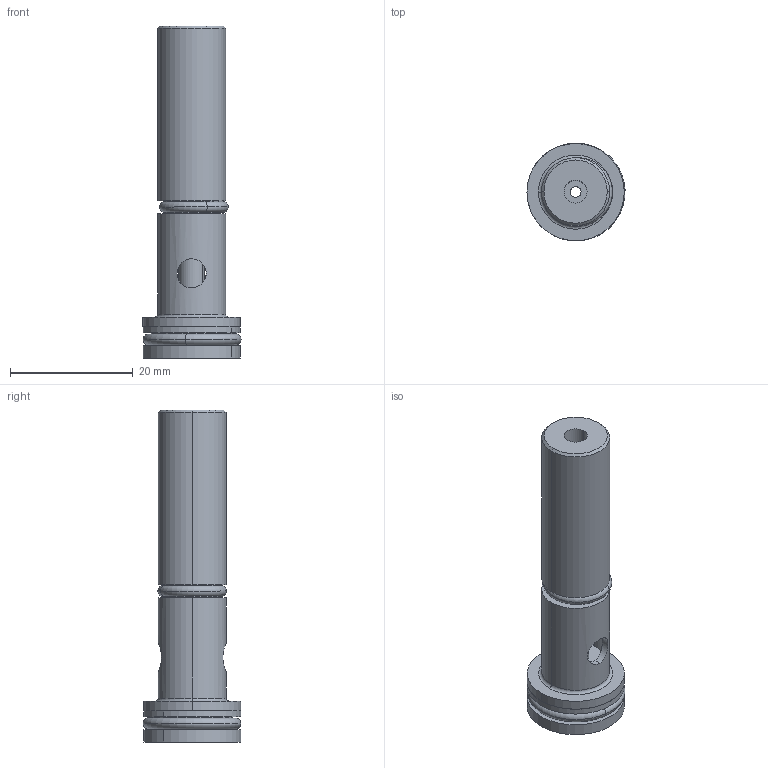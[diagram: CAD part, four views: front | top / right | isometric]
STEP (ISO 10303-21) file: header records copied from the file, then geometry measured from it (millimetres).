
FILE_DESCRIPTION (( 'STEP AP214' ), '1' );
FILE_NAME ('IAV-147.STEP', '2009-07-16T17:08:17', ( 'Valued Customer' ), ( 'Air-Vac Engineering' ), 'SwSTEP 2.0', 'SolidWorks 2008', '' );
FILE_SCHEMA (( 'AUTOMOTIVE_DESIGN' ));
Length unit declared in the file: inch
Products named in the file (5): IAV-147E_Web Model; IAV-147G_Web Model; 2-11-BUNA 70; 2-14-BUNA 70; IAV-147
Assembly tree (4 placements, depth 2):
  IAV-147
    2-11-BUNA 70
    2-14-BUNA 70
    IAV-147G_Web Model
    IAV-147E_Web Model
Bounding box: 15.99 x 15.96 x 54.1 mm (x, y, z)
Volume: 4937 mm3; surface area: 4387.5 mm2
Topology: 4 solids, 4 shells, 66 faces, 136 edges, 82 vertices
Faces by surface type: cylinder 28, torus 22, plane 12, cone 4
Entity records: 2284 total; most frequent: CARTESIAN_POINT 523, DIRECTION 370, ORIENTED_EDGE 272, AXIS2_PLACEMENT_3D 169, EDGE_CURVE 136, CIRCLE 96, VERTEX_POINT 82, EDGE_LOOP 82
